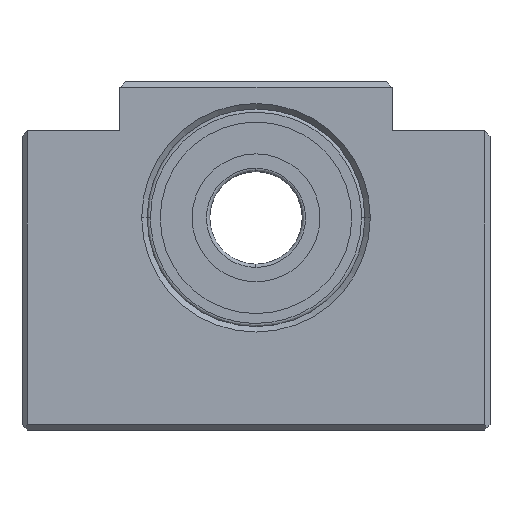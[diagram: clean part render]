
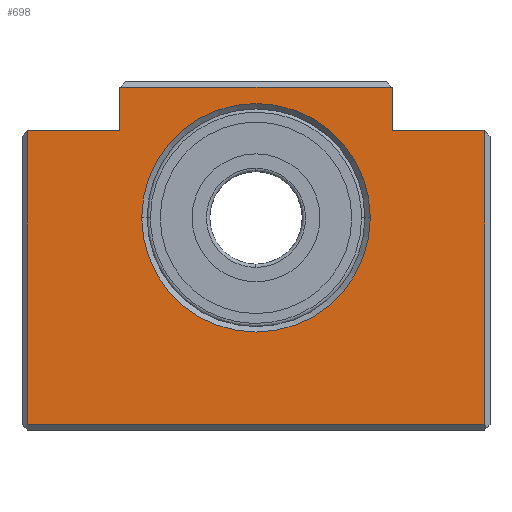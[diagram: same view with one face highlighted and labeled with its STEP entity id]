
A CAD part, top view. The second image highlights one B-rep face of the part: STEP entity #698.
In plain terms, the highlighted planar face has unit normal (0, 0, 1).
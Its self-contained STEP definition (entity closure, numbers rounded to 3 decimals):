
#109 = CARTESIAN_POINT ( 'NONE',  ( 25., 24., 0. ) ) ;
#198 = VERTEX_POINT ( 'NONE', #569 ) ;
#298 = ORIENTED_EDGE ( 'NONE', *, *, #936, .T. ) ;
#309 = VECTOR ( 'NONE', #1032, 1000. ) ;
#349 = DIRECTION ( 'NONE',  ( 0., 1., 0. ) ) ;
#358 = EDGE_LOOP ( 'NONE', ( #298, #1207, #2120, #791, #2955, #2555, #1417, #1502 ) ) ;
#430 = EDGE_CURVE ( 'NONE', #3254, #1372, #3246, .T. ) ;
#431 = EDGE_LOOP ( 'NONE', ( #1584, #820 ) ) ;
#514 = DIRECTION ( 'NONE',  ( 0., -1., 0. ) ) ;
#544 = DIRECTION ( 'NONE',  ( 0., 0., -1. ) ) ;
#569 = CARTESIAN_POINT ( 'NONE',  ( -42., -38., 0. ) ) ;
#619 = VECTOR ( 'NONE', #2608, 1000. ) ;
#696 = DIRECTION ( 'NONE',  ( -1., 0., 0. ) ) ;
#698 = ADVANCED_FACE ( 'NONE', ( #1377, #1468 ), #2819, .F. ) ;
#749 = CARTESIAN_POINT ( 'NONE',  ( 25., 24., 0. ) ) ;
#791 = ORIENTED_EDGE ( 'NONE', *, *, #1339, .T. ) ;
#820 = ORIENTED_EDGE ( 'NONE', *, *, #2130, .T. ) ;
#891 = CARTESIAN_POINT ( 'NONE',  ( -25., 24., 0. ) ) ;
#929 = DIRECTION ( 'NONE',  ( -1., 0., 0. ) ) ;
#936 = EDGE_CURVE ( 'NONE', #1355, #3236, #2452, .T. ) ;
#992 = VERTEX_POINT ( 'NONE', #109 ) ;
#1032 = DIRECTION ( 'NONE',  ( 1., 0., 0. ) ) ;
#1129 = LINE ( 'NONE', #749, #1474 ) ;
#1146 = DIRECTION ( 'NONE',  ( 0., 1., 0. ) ) ;
#1155 = AXIS2_PLACEMENT_3D ( 'NONE', #2869, #1865, #696 ) ;
#1177 = CARTESIAN_POINT ( 'NONE',  ( 21., 0., 0. ) ) ;
#1207 = ORIENTED_EDGE ( 'NONE', *, *, #2205, .T. ) ;
#1236 = DIRECTION ( 'NONE',  ( -1., 0., 0. ) ) ;
#1254 = LINE ( 'NONE', #891, #1432 ) ;
#1259 = EDGE_CURVE ( 'NONE', #1331, #2711, #2894, .T. ) ;
#1267 = CARTESIAN_POINT ( 'NONE',  ( -42., 16., 0. ) ) ;
#1273 = AXIS2_PLACEMENT_3D ( 'NONE', #1672, #544, #1290 ) ;
#1290 = DIRECTION ( 'NONE',  ( -1., 0., 0. ) ) ;
#1299 = VECTOR ( 'NONE', #929, 1000. ) ;
#1331 = VERTEX_POINT ( 'NONE', #3419 ) ;
#1339 = EDGE_CURVE ( 'NONE', #2898, #1331, #1910, .T. ) ;
#1355 = VERTEX_POINT ( 'NONE', #1431 ) ;
#1370 = CARTESIAN_POINT ( 'NONE',  ( 42., -38., 0. ) ) ;
#1372 = VERTEX_POINT ( 'NONE', #1803 ) ;
#1377 = FACE_BOUND ( 'NONE', #431, .T. ) ;
#1404 = CARTESIAN_POINT ( 'NONE',  ( 42., -38., 0. ) ) ;
#1407 = VECTOR ( 'NONE', #1938, 1000. ) ;
#1417 = ORIENTED_EDGE ( 'NONE', *, *, #1908, .T. ) ;
#1431 = CARTESIAN_POINT ( 'NONE',  ( -25., 16., 0. ) ) ;
#1432 = VECTOR ( 'NONE', #514, 1000. ) ;
#1463 = CARTESIAN_POINT ( 'NONE',  ( -42., 16., 0. ) ) ;
#1468 = FACE_OUTER_BOUND ( 'NONE', #358, .T. ) ;
#1474 = VECTOR ( 'NONE', #349, 1000. ) ;
#1502 = ORIENTED_EDGE ( 'NONE', *, *, #2456, .T. ) ;
#1513 = CARTESIAN_POINT ( 'NONE',  ( 42., 15., 0. ) ) ;
#1552 = CIRCLE ( 'NONE', #3393, 21. ) ;
#1584 = ORIENTED_EDGE ( 'NONE', *, *, #430, .T. ) ;
#1628 = DIRECTION ( 'NONE',  ( 0., 0., -1. ) ) ;
#1672 = CARTESIAN_POINT ( 'NONE',  ( 0., 0., 0. ) ) ;
#1768 = LINE ( 'NONE', #1404, #309 ) ;
#1803 = CARTESIAN_POINT ( 'NONE',  ( -21., 0., 0. ) ) ;
#1865 = DIRECTION ( 'NONE',  ( 0., 0., -1. ) ) ;
#1908 = EDGE_CURVE ( 'NONE', #992, #2686, #3372, .T. ) ;
#1910 = LINE ( 'NONE', #1513, #3496 ) ;
#1938 = DIRECTION ( 'NONE',  ( 0., -1., 0. ) ) ;
#2002 = CARTESIAN_POINT ( 'NONE',  ( 0., 0., 0. ) ) ;
#2120 = ORIENTED_EDGE ( 'NONE', *, *, #3624, .T. ) ;
#2130 = EDGE_CURVE ( 'NONE', #1372, #3254, #1552, .T. ) ;
#2205 = EDGE_CURVE ( 'NONE', #3236, #198, #2692, .T. ) ;
#2305 = CARTESIAN_POINT ( 'NONE',  ( -42., -38., 0. ) ) ;
#2452 = LINE ( 'NONE', #1463, #1299 ) ;
#2456 = EDGE_CURVE ( 'NONE', #2686, #1355, #1254, .T. ) ;
#2475 = CARTESIAN_POINT ( 'NONE',  ( -25., 24., 0. ) ) ;
#2555 = ORIENTED_EDGE ( 'NONE', *, *, #3318, .T. ) ;
#2608 = DIRECTION ( 'NONE',  ( -1., 0., 0. ) ) ;
#2686 = VERTEX_POINT ( 'NONE', #2475 ) ;
#2692 = LINE ( 'NONE', #2305, #1407 ) ;
#2711 = VERTEX_POINT ( 'NONE', #3427 ) ;
#2815 = DIRECTION ( 'NONE',  ( -1., 0., 0. ) ) ;
#2819 = PLANE ( 'NONE',  #1273 ) ;
#2869 = CARTESIAN_POINT ( 'NONE',  ( 0., 0., 0. ) ) ;
#2894 = LINE ( 'NONE', #3181, #3498 ) ;
#2898 = VERTEX_POINT ( 'NONE', #1370 ) ;
#2955 = ORIENTED_EDGE ( 'NONE', *, *, #1259, .T. ) ;
#2986 = CARTESIAN_POINT ( 'NONE',  ( -24., 24., 0. ) ) ;
#3181 = CARTESIAN_POINT ( 'NONE',  ( 25., 16., 0. ) ) ;
#3236 = VERTEX_POINT ( 'NONE', #1267 ) ;
#3246 = CIRCLE ( 'NONE', #1155, 21. ) ;
#3254 = VERTEX_POINT ( 'NONE', #1177 ) ;
#3318 = EDGE_CURVE ( 'NONE', #2711, #992, #1129, .T. ) ;
#3372 = LINE ( 'NONE', #2986, #619 ) ;
#3393 = AXIS2_PLACEMENT_3D ( 'NONE', #2002, #1628, #1236 ) ;
#3419 = CARTESIAN_POINT ( 'NONE',  ( 42., 16., 0. ) ) ;
#3427 = CARTESIAN_POINT ( 'NONE',  ( 25., 16., 0. ) ) ;
#3496 = VECTOR ( 'NONE', #1146, 1000. ) ;
#3498 = VECTOR ( 'NONE', #2815, 1000. ) ;
#3624 = EDGE_CURVE ( 'NONE', #198, #2898, #1768, .T. ) ;
